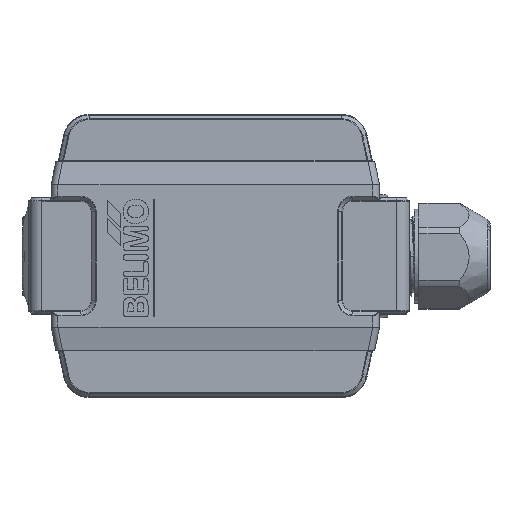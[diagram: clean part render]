
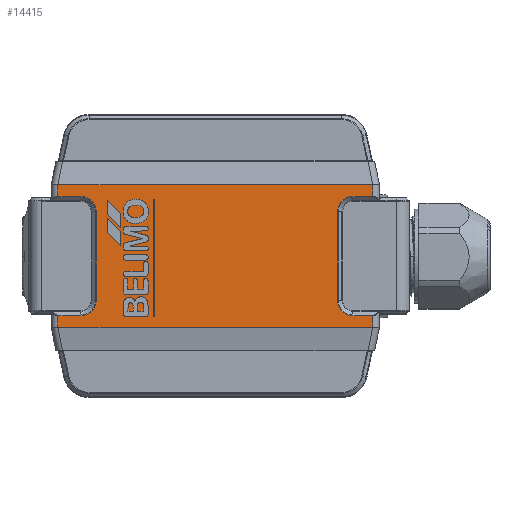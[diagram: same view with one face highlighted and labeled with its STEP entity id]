
A CAD part, top view. The second image highlights one B-rep face of the part: STEP entity #14415.
In plain terms, the highlighted planar face has unit normal (0, 0, 1).
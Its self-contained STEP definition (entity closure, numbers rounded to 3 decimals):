
#11882=CIRCLE('',#50031,3.583);
#11883=CIRCLE('',#50032,3.583);
#11884=CIRCLE('',#50033,3.583);
#11885=CIRCLE('',#50034,3.583);
#14415=ADVANCED_FACE('',(#17422),#16041,.T.);
#16041=PLANE('',#50035);
#17422=FACE_OUTER_BOUND('',#20125,.T.);
#20125=EDGE_LOOP('',(#30165,#30166,#30167,#30168,#30169,#30170,#30171,#30172,
#30173,#30174,#30175,#30176,#30177,#30178,#30179,#30180));
#22473=LINE('',#77239,#23985);
#22474=LINE('',#77241,#23986);
#22475=LINE('',#77243,#23987);
#22476=LINE('',#77245,#23988);
#22477=LINE('',#77247,#23989);
#22478=LINE('',#77251,#23990);
#22479=LINE('',#77255,#23991);
#22480=LINE('',#77257,#23992);
#22481=LINE('',#77259,#23993);
#22482=LINE('',#77261,#23994);
#22483=LINE('',#77263,#23995);
#22484=LINE('',#77267,#23996);
#23985=VECTOR('',#57670,1.);
#23986=VECTOR('',#57671,1.);
#23987=VECTOR('',#57672,1.);
#23988=VECTOR('',#57673,1.);
#23989=VECTOR('',#57674,1.);
#23990=VECTOR('',#57677,1.);
#23991=VECTOR('',#57680,1.);
#23992=VECTOR('',#57681,1.);
#23993=VECTOR('',#57682,1.);
#23994=VECTOR('',#57683,1.);
#23995=VECTOR('',#57684,1.);
#23996=VECTOR('',#57687,1.);
#30165=ORIENTED_EDGE('',*,*,#43303,.T.);
#30166=ORIENTED_EDGE('',*,*,#43304,.T.);
#30167=ORIENTED_EDGE('',*,*,#43305,.T.);
#30168=ORIENTED_EDGE('',*,*,#43306,.F.);
#30169=ORIENTED_EDGE('',*,*,#43307,.T.);
#30170=ORIENTED_EDGE('',*,*,#43308,.T.);
#30171=ORIENTED_EDGE('',*,*,#43309,.T.);
#30172=ORIENTED_EDGE('',*,*,#43310,.T.);
#30173=ORIENTED_EDGE('',*,*,#43311,.T.);
#30174=ORIENTED_EDGE('',*,*,#43312,.T.);
#30175=ORIENTED_EDGE('',*,*,#43313,.F.);
#30176=ORIENTED_EDGE('',*,*,#43314,.T.);
#30177=ORIENTED_EDGE('',*,*,#43315,.F.);
#30178=ORIENTED_EDGE('',*,*,#43316,.T.);
#30179=ORIENTED_EDGE('',*,*,#43317,.T.);
#30180=ORIENTED_EDGE('',*,*,#43318,.T.);
#38572=VERTEX_POINT('',#77237);
#38573=VERTEX_POINT('',#77238);
#38574=VERTEX_POINT('',#77240);
#38575=VERTEX_POINT('',#77242);
#38576=VERTEX_POINT('',#77244);
#38577=VERTEX_POINT('',#77246);
#38578=VERTEX_POINT('',#77248);
#38579=VERTEX_POINT('',#77250);
#38580=VERTEX_POINT('',#77252);
#38581=VERTEX_POINT('',#77254);
#38582=VERTEX_POINT('',#77256);
#38583=VERTEX_POINT('',#77258);
#38584=VERTEX_POINT('',#77260);
#38585=VERTEX_POINT('',#77262);
#38586=VERTEX_POINT('',#77264);
#38587=VERTEX_POINT('',#77266);
#43303=EDGE_CURVE('',#38572,#38573,#11882,.T.);
#43304=EDGE_CURVE('',#38573,#38574,#22473,.T.);
#43305=EDGE_CURVE('',#38574,#38575,#22474,.T.);
#43306=EDGE_CURVE('',#38576,#38575,#22475,.T.);
#43307=EDGE_CURVE('',#38576,#38577,#22476,.T.);
#43308=EDGE_CURVE('',#38577,#38578,#22477,.T.);
#43309=EDGE_CURVE('',#38578,#38579,#11883,.T.);
#43310=EDGE_CURVE('',#38579,#38580,#22478,.T.);
#43311=EDGE_CURVE('',#38580,#38581,#11884,.T.);
#43312=EDGE_CURVE('',#38581,#38582,#22479,.T.);
#43313=EDGE_CURVE('',#38583,#38582,#22480,.T.);
#43314=EDGE_CURVE('',#38583,#38584,#22481,.T.);
#43315=EDGE_CURVE('',#38585,#38584,#22482,.T.);
#43316=EDGE_CURVE('',#38585,#38586,#22483,.T.);
#43317=EDGE_CURVE('',#38586,#38587,#11885,.T.);
#43318=EDGE_CURVE('',#38587,#38572,#22484,.T.);
#50031=AXIS2_PLACEMENT_3D('',#77236,#57668,#57669);
#50032=AXIS2_PLACEMENT_3D('',#77249,#57675,#57676);
#50033=AXIS2_PLACEMENT_3D('',#77253,#57678,#57679);
#50034=AXIS2_PLACEMENT_3D('',#77265,#57685,#57686);
#50035=AXIS2_PLACEMENT_3D('',#77268,#57688,#57689);
#57668=DIRECTION('',(0.,0.,-1.));
#57669=DIRECTION('',(1.,0.,0.));
#57670=DIRECTION('',(-1.,0.,0.));
#57671=DIRECTION('',(0.,-1.,0.));
#57672=DIRECTION('',(-1.,0.,0.));
#57673=DIRECTION('',(0.,1.,0.));
#57674=DIRECTION('',(-1.,0.,0.));
#57675=DIRECTION('',(0.,0.,-1.));
#57676=DIRECTION('',(1.,0.,0.));
#57677=DIRECTION('',(0.,1.,0.));
#57678=DIRECTION('',(0.,0.,-1.));
#57679=DIRECTION('',(1.,0.,0.));
#57680=DIRECTION('',(1.,0.,0.));
#57681=DIRECTION('',(0.,-1.,0.));
#57682=DIRECTION('',(-1.,0.,0.));
#57683=DIRECTION('',(0.,1.,0.));
#57684=DIRECTION('',(1.,0.,0.));
#57685=DIRECTION('',(0.,0.,-1.));
#57686=DIRECTION('',(1.,0.,0.));
#57687=DIRECTION('',(0.,-1.,0.));
#57688=DIRECTION('',(0.,0.,1.));
#57689=DIRECTION('',(-1.,0.,0.));
#77236=CARTESIAN_POINT('',(-53.871,-15.262,24.77));
#77237=CARTESIAN_POINT('',(-50.288,-15.262,24.77));
#77238=CARTESIAN_POINT('',(-53.871,-18.845,24.77));
#77239=CARTESIAN_POINT('',(-53.871,-18.845,24.77));
#77240=CARTESIAN_POINT('',(-59.155,-18.845,24.77));
#77241=CARTESIAN_POINT('',(-59.155,-18.845,24.77));
#77242=CARTESIAN_POINT('',(-59.155,-21.512,24.77));
#77243=CARTESIAN_POINT('',(13.813,-21.512,24.77));
#77244=CARTESIAN_POINT('',(13.813,-21.512,24.77));
#77245=CARTESIAN_POINT('',(13.813,-21.512,24.77));
#77246=CARTESIAN_POINT('',(13.813,-18.845,24.77));
#77247=CARTESIAN_POINT('',(13.813,-18.845,24.77));
#77248=CARTESIAN_POINT('',(9.229,-18.845,24.77));
#77249=CARTESIAN_POINT('',(9.229,-15.262,24.77));
#77250=CARTESIAN_POINT('',(5.646,-15.262,24.77));
#77251=CARTESIAN_POINT('',(5.646,-15.262,24.77));
#77252=CARTESIAN_POINT('',(5.646,5.238,24.77));
#77253=CARTESIAN_POINT('',(9.229,5.238,24.77));
#77254=CARTESIAN_POINT('',(9.229,8.821,24.77));
#77255=CARTESIAN_POINT('',(9.229,8.821,24.77));
#77256=CARTESIAN_POINT('',(13.813,8.821,24.77));
#77257=CARTESIAN_POINT('',(13.813,11.488,24.77));
#77258=CARTESIAN_POINT('',(13.813,11.488,24.77));
#77259=CARTESIAN_POINT('',(13.813,11.488,24.77));
#77260=CARTESIAN_POINT('',(-59.155,11.488,24.77));
#77261=CARTESIAN_POINT('',(-59.155,8.821,24.77));
#77262=CARTESIAN_POINT('',(-59.155,8.821,24.77));
#77263=CARTESIAN_POINT('',(-59.155,8.821,24.77));
#77264=CARTESIAN_POINT('',(-53.871,8.821,24.77));
#77265=CARTESIAN_POINT('',(-53.871,5.238,24.77));
#77266=CARTESIAN_POINT('',(-50.288,5.238,24.77));
#77267=CARTESIAN_POINT('',(-50.288,5.238,24.77));
#77268=CARTESIAN_POINT('',(9.229,-15.262,24.77));
